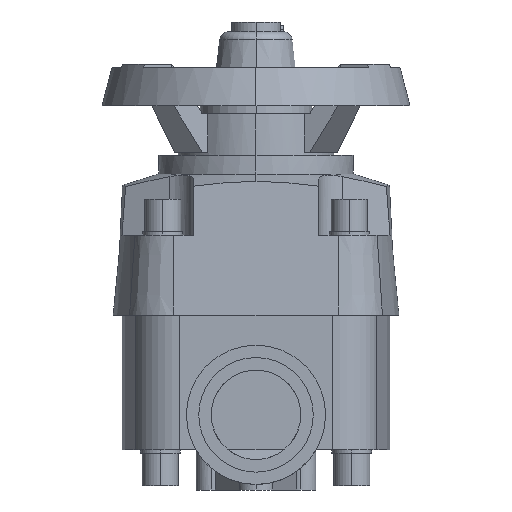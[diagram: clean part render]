
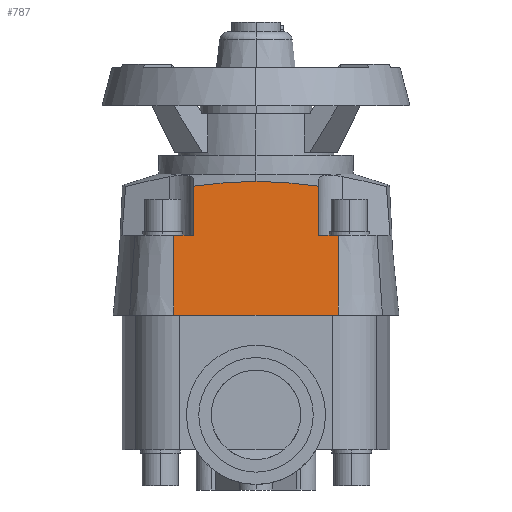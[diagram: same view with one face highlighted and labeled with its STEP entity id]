
A CAD part, left-side view. The second image highlights one B-rep face of the part: STEP entity #787.
In plain terms, the highlighted planar face has unit normal (-0.998, 0, 0.07).
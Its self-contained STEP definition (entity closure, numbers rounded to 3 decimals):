
#787=ADVANCED_FACE('',(#1620),#1621,.T.);
#1620=FACE_OUTER_BOUND('',#2470,.T.);
#1621=PLANE('',#2471);
#2470=EDGE_LOOP('',(#4767,#4768,#4769,#4770,#4771,#4772,#4773,#4774,#4775));
#2471=AXIS2_PLACEMENT_3D('',#4776,#4777,#4778);
#4767=ORIENTED_EDGE('',*,*,#5877,.T.);
#4768=ORIENTED_EDGE('',*,*,#5032,.T.);
#4769=ORIENTED_EDGE('',*,*,#5875,.T.);
#4770=ORIENTED_EDGE('',*,*,#5903,.T.);
#4771=ORIENTED_EDGE('',*,*,#5891,.T.);
#4772=ORIENTED_EDGE('',*,*,#5906,.F.);
#4773=ORIENTED_EDGE('',*,*,#5749,.T.);
#4774=ORIENTED_EDGE('',*,*,#5926,.T.);
#4775=ORIENTED_EDGE('',*,*,#5887,.T.);
#4776=CARTESIAN_POINT('',(-36.5,-23.003,27.85));
#4777=DIRECTION('',(-0.998,0.0,0.07));
#4778=DIRECTION('',(0.0,-1.0,0.0));
#5032=EDGE_CURVE('',#6012,#6010,#6013,.T.);
#5749=EDGE_CURVE('',#7111,#7109,#7112,.T.);
#5875=EDGE_CURVE('',#6010,#7260,#7262,.T.);
#5877=EDGE_CURVE('',#7264,#6012,#7265,.T.);
#5887=EDGE_CURVE('',#7278,#7264,#7279,.T.);
#5891=EDGE_CURVE('',#7284,#7285,#7286,.T.);
#5903=EDGE_CURVE('',#7260,#7284,#7302,.T.);
#5906=EDGE_CURVE('',#7111,#7285,#7305,.T.);
#5926=EDGE_CURVE('',#7109,#7278,#7329,.T.);
#6010=VERTEX_POINT('',#7508);
#6012=VERTEX_POINT('',#7511);
#6013=(B_SPLINE_CURVE(2,(#7513,#7514,#7515),.UNSPECIFIED.,.F.,.F.)B_SPLINE_CURVE_WITH_KNOTS((3,3),(0.0,153.554),.UNSPECIFIED.)RATIONAL_B_SPLINE_CURVE((1.0,2.48,1.0))BOUNDED_CURVE()REPRESENTATION_ITEM('')GEOMETRIC_REPRESENTATION_ITEM()CURVE());
#7109=VERTEX_POINT('',#9256);
#7111=VERTEX_POINT('',#9258);
#7112=LINE('',#9259,#9260);
#7260=VERTEX_POINT('',#9525);
#7262=(B_SPLINE_CURVE(2,(#9537,#9538,#9539),.UNSPECIFIED.,.F.,.F.)B_SPLINE_CURVE_WITH_KNOTS((3,3),(0.0,153.554),.UNSPECIFIED.)RATIONAL_B_SPLINE_CURVE((1.0,2.48,1.0))BOUNDED_CURVE()REPRESENTATION_ITEM('')GEOMETRIC_REPRESENTATION_ITEM()CURVE());
#7264=VERTEX_POINT('',#9547);
#7265=LINE('',#9548,#9549);
#7278=VERTEX_POINT('',#9575);
#7279=LINE('',#9576,#9577);
#7284=VERTEX_POINT('',#9582);
#7285=VERTEX_POINT('',#9583);
#7286=LINE('',#9584,#9585);
#7302=LINE('',#9614,#9615);
#7305=LINE('',#9619,#9620);
#7329=LINE('',#9660,#9661);
#7508=CARTESIAN_POINT('',(-33.89,0.,65.181));
#7511=CARTESIAN_POINT('',(-33.982,-17.5,63.856));
#7513=CARTESIAN_POINT('',(-34.939,-75.288,50.167));
#7514=CARTESIAN_POINT('',(-33.466,0.0,71.234));
#7515=CARTESIAN_POINT('',(-34.939,75.288,50.167));
#9256=CARTESIAN_POINT('',(-36.5,-23.003,27.85));
#9258=CARTESIAN_POINT('',(-36.5,23.003,27.85));
#9259=CARTESIAN_POINT('',(-36.5,23.003,27.85));
#9260=VECTOR('',#10818,1.0);
#9525=CARTESIAN_POINT('',(-33.982,17.5,63.856));
#9537=CARTESIAN_POINT('',(-34.939,-75.288,50.167));
#9538=CARTESIAN_POINT('',(-33.466,0.0,71.234));
#9539=CARTESIAN_POINT('',(-34.939,75.288,50.167));
#9547=CARTESIAN_POINT('',(-34.939,-17.5,50.167));
#9548=CARTESIAN_POINT('',(-34.158,-17.5,61.335));
#9549=VECTOR('',#10998,1.0);
#9575=CARTESIAN_POINT('',(-34.939,-23.003,50.167));
#9576=CARTESIAN_POINT('',(-34.939,-26.532,50.167));
#9577=VECTOR('',#11006,1.0);
#9582=CARTESIAN_POINT('',(-34.939,17.5,50.167));
#9583=CARTESIAN_POINT('',(-34.939,23.003,50.167));
#9584=CARTESIAN_POINT('',(-34.939,3.529,50.167));
#9585=VECTOR('',#11013,1.0);
#9614=CARTESIAN_POINT('',(-35.711,17.5,39.127));
#9615=VECTOR('',#11027,1.0);
#9619=CARTESIAN_POINT('',(-36.5,23.003,27.85));
#9620=VECTOR('',#11029,1.0);
#9660=CARTESIAN_POINT('',(-36.5,-23.003,27.85));
#9661=VECTOR('',#11046,1.0);
#10818=DIRECTION('',(0.0,-1.0,0.0));
#10998=DIRECTION('',(0.07,-0.0,0.998));
#11006=DIRECTION('',(0.0,1.0,0.0));
#11013=DIRECTION('',(0.0,1.0,-0.0));
#11027=DIRECTION('',(-0.07,-0.0,-0.998));
#11029=DIRECTION('',(0.07,0.,0.998));
#11046=DIRECTION('',(0.07,0.0,0.998));
